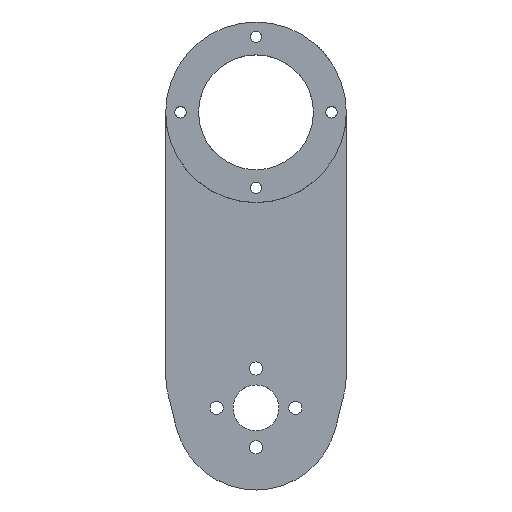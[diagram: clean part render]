
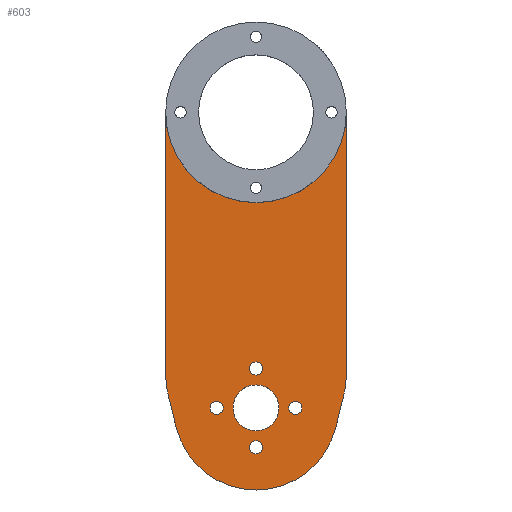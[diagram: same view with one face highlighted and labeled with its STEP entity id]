
A CAD part, top view. The second image highlights one B-rep face of the part: STEP entity #603.
In plain terms, the highlighted planar face has unit normal (0, 0, 1).
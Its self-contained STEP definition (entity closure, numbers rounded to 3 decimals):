
#21=LINE('',#1109,#54);
#22=LINE('',#1113,#55);
#23=LINE('',#1117,#56);
#24=LINE('',#1120,#57);
#54=VECTOR('',#785,10.);
#55=VECTOR('',#788,10.);
#56=VECTOR('',#791,10.);
#57=VECTOR('',#794,10.);
#118=FACE_BOUND('',#189,.T.);
#119=FACE_BOUND('',#190,.T.);
#120=FACE_BOUND('',#191,.T.);
#121=FACE_BOUND('',#192,.T.);
#122=FACE_BOUND('',#193,.T.);
#148=FACE_OUTER_BOUND('',#188,.T.);
#188=EDGE_LOOP('',(#460,#461,#462,#463,#464,#465,#466,#467,#468));
#189=EDGE_LOOP('',(#469));
#190=EDGE_LOOP('',(#470));
#191=EDGE_LOOP('',(#471));
#192=EDGE_LOOP('',(#472));
#193=EDGE_LOOP('',(#473));
#246=CIRCLE('',#668,27.5);
#247=CIRCLE('',#669,27.5);
#248=CIRCLE('',#670,30.);
#249=CIRCLE('',#671,25.);
#250=CIRCLE('',#672,30.);
#251=CIRCLE('',#673,2.);
#252=CIRCLE('',#674,2.);
#253=CIRCLE('',#675,2.);
#254=CIRCLE('',#676,2.);
#255=CIRCLE('',#677,7.);
#297=VERTEX_POINT('',#1103);
#298=VERTEX_POINT('',#1104);
#299=VERTEX_POINT('',#1106);
#300=VERTEX_POINT('',#1108);
#301=VERTEX_POINT('',#1110);
#302=VERTEX_POINT('',#1112);
#303=VERTEX_POINT('',#1114);
#304=VERTEX_POINT('',#1116);
#305=VERTEX_POINT('',#1118);
#306=VERTEX_POINT('',#1121);
#307=VERTEX_POINT('',#1123);
#308=VERTEX_POINT('',#1125);
#309=VERTEX_POINT('',#1127);
#310=VERTEX_POINT('',#1129);
#362=EDGE_CURVE('',#297,#298,#246,.T.);
#363=EDGE_CURVE('',#298,#299,#247,.T.);
#364=EDGE_CURVE('',#299,#300,#21,.F.);
#365=EDGE_CURVE('',#301,#300,#248,.T.);
#366=EDGE_CURVE('',#301,#302,#22,.T.);
#367=EDGE_CURVE('',#302,#303,#249,.T.);
#368=EDGE_CURVE('',#303,#304,#23,.T.);
#369=EDGE_CURVE('',#305,#304,#250,.T.);
#370=EDGE_CURVE('',#305,#297,#24,.F.);
#371=EDGE_CURVE('',#306,#306,#251,.T.);
#372=EDGE_CURVE('',#307,#307,#252,.T.);
#373=EDGE_CURVE('',#308,#308,#253,.T.);
#374=EDGE_CURVE('',#309,#309,#254,.T.);
#375=EDGE_CURVE('',#310,#310,#255,.T.);
#460=ORIENTED_EDGE('',*,*,#362,.T.);
#461=ORIENTED_EDGE('',*,*,#363,.T.);
#462=ORIENTED_EDGE('',*,*,#364,.T.);
#463=ORIENTED_EDGE('',*,*,#365,.F.);
#464=ORIENTED_EDGE('',*,*,#366,.T.);
#465=ORIENTED_EDGE('',*,*,#367,.T.);
#466=ORIENTED_EDGE('',*,*,#368,.T.);
#467=ORIENTED_EDGE('',*,*,#369,.F.);
#468=ORIENTED_EDGE('',*,*,#370,.T.);
#469=ORIENTED_EDGE('',*,*,#371,.T.);
#470=ORIENTED_EDGE('',*,*,#372,.T.);
#471=ORIENTED_EDGE('',*,*,#373,.T.);
#472=ORIENTED_EDGE('',*,*,#374,.T.);
#473=ORIENTED_EDGE('',*,*,#375,.T.);
#586=PLANE('',#667);
#603=ADVANCED_FACE('',(#148,#118,#119,#120,#121,#122),#586,.T.);
#667=AXIS2_PLACEMENT_3D('',#1102,#779,#780);
#668=AXIS2_PLACEMENT_3D('',#1105,#781,#782);
#669=AXIS2_PLACEMENT_3D('',#1107,#783,#784);
#670=AXIS2_PLACEMENT_3D('',#1111,#786,#787);
#671=AXIS2_PLACEMENT_3D('',#1115,#789,#790);
#672=AXIS2_PLACEMENT_3D('',#1119,#792,#793);
#673=AXIS2_PLACEMENT_3D('',#1122,#795,#796);
#674=AXIS2_PLACEMENT_3D('',#1124,#797,#798);
#675=AXIS2_PLACEMENT_3D('',#1126,#799,#800);
#676=AXIS2_PLACEMENT_3D('',#1128,#801,#802);
#677=AXIS2_PLACEMENT_3D('',#1130,#803,#804);
#779=DIRECTION('center_axis',(0.,0.,
1.));
#780=DIRECTION('ref_axis',(0.,1.,0.));
#781=DIRECTION('center_axis',(0.,0.,
-1.));
#782=DIRECTION('ref_axis',(0.,-1.,0.));
#783=DIRECTION('center_axis',(0.,0.,
-1.));
#784=DIRECTION('ref_axis',(0.,-1.,0.));
#785=DIRECTION('',(0.,1.,0.));
#786=DIRECTION('center_axis',(0.,0.,
-1.));
#787=DIRECTION('ref_axis',(-0.992,-0.124,0.));
#788=DIRECTION('',(0.246,-0.969,0.));
#789=DIRECTION('center_axis',(0.,0.,
1.));
#790=DIRECTION('ref_axis',(0.,-1.,0.));
#791=DIRECTION('',(0.246,0.969,0.));
#792=DIRECTION('center_axis',(0.,0.,
-1.));
#793=DIRECTION('ref_axis',(0.992,-0.124,0.));
#794=DIRECTION('',(0.,-1.,0.));
#795=DIRECTION('center_axis',(0.,0.,
-1.));
#796=DIRECTION('ref_axis',(0.,1.,0.));
#797=DIRECTION('center_axis',(0.,0.,
-1.));
#798=DIRECTION('ref_axis',(0.,1.,0.));
#799=DIRECTION('center_axis',(0.,0.,
-1.));
#800=DIRECTION('ref_axis',(0.,1.,0.));
#801=DIRECTION('center_axis',(0.,0.,
-1.));
#802=DIRECTION('ref_axis',(0.,1.,0.));
#803=DIRECTION('center_axis',(0.,0.,
-1.));
#804=DIRECTION('ref_axis',(0.,1.,0.));
#1102=CARTESIAN_POINT('Origin',(-31.661,32.132,70.978));
#1103=CARTESIAN_POINT('',(-4.161,90.132,70.978));
#1104=CARTESIAN_POINT('',(-31.661,62.632,70.978));
#1105=CARTESIAN_POINT('Origin',(-31.661,90.132,70.978));
#1106=CARTESIAN_POINT('',(-59.161,90.132,70.978));
#1107=CARTESIAN_POINT('Origin',(-31.661,90.132,70.978));
#1108=CARTESIAN_POINT('',(-59.161,10.619,70.978));
#1109=CARTESIAN_POINT('',(-59.161,16.132,70.978));
#1110=CARTESIAN_POINT('',(-58.241,3.247,70.978));
#1111=CARTESIAN_POINT('Origin',(-29.161,10.619,70.978));
#1112=CARTESIAN_POINT('',(-55.894,-6.011,70.978));
#1113=CARTESIAN_POINT('',(-59.705,9.023,70.978));
#1114=CARTESIAN_POINT('',(-7.427,-6.011,70.978));
#1115=CARTESIAN_POINT('Origin',(-31.661,0.132,70.978));
#1116=CARTESIAN_POINT('',(-5.08,3.247,70.978));
#1117=CARTESIAN_POINT('',(4.767,42.095,70.978));
#1118=CARTESIAN_POINT('',(-4.161,10.619,70.978));
#1119=CARTESIAN_POINT('Origin',(-34.161,10.619,70.978));
#1120=CARTESIAN_POINT('',(-4.161,58.632,70.978));
#1121=CARTESIAN_POINT('',(-19.661,-1.868,70.978));
#1122=CARTESIAN_POINT('Origin',(-19.661,0.132,70.978));
#1123=CARTESIAN_POINT('',(-31.661,10.132,70.978));
#1124=CARTESIAN_POINT('Origin',(-31.661,12.132,70.978));
#1125=CARTESIAN_POINT('',(-43.661,-1.868,70.978));
#1126=CARTESIAN_POINT('Origin',(-43.661,0.132,70.978));
#1127=CARTESIAN_POINT('',(-31.661,-13.868,70.978));
#1128=CARTESIAN_POINT('Origin',(-31.661,-11.868,70.978));
#1129=CARTESIAN_POINT('',(-31.661,-6.868,70.978));
#1130=CARTESIAN_POINT('Origin',(-31.661,0.132,70.978));
